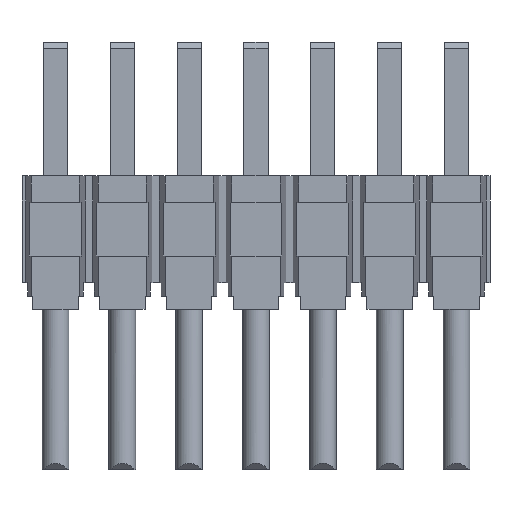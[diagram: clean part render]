
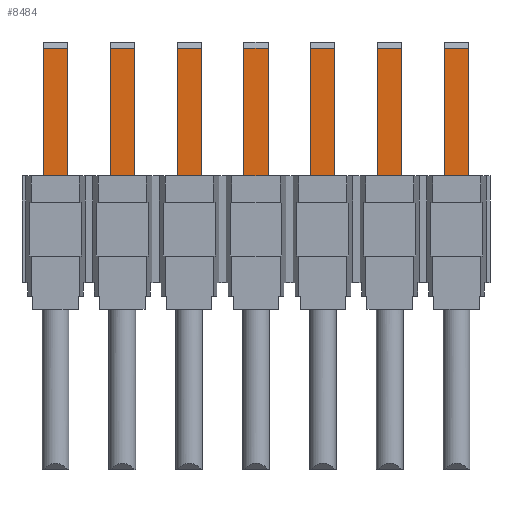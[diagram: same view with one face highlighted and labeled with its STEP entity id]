
A CAD part, front view. The second image highlights one B-rep face of the part: STEP entity #8484.
In plain terms, the highlighted planar face has unit normal (0, -1, 0).
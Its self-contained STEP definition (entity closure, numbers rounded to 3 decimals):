
#8272 = VERTEX_POINT('',#8273);
#8273 = CARTESIAN_POINT('',(-3.581,-0.229,4.966));
#8281 = VERTEX_POINT('',#8282);
#8282 = CARTESIAN_POINT('',(-4.039,-0.229,4.966));
#8288 = EDGE_CURVE('',#8272,#8281,#8289,.T.);
#8289 = LINE('',#8290,#8291);
#8290 = CARTESIAN_POINT('',(4.039,-0.229,4.966));
#8291 = VECTOR('',#8292,1.);
#8292 = DIRECTION('',(-1.,-0.,0.));
#8303 = VERTEX_POINT('',#8304);
#8304 = CARTESIAN_POINT('',(-2.769,-0.229,4.966));
#8310 = EDGE_CURVE('',#8311,#8303,#8313,.T.);
#8311 = VERTEX_POINT('',#8312);
#8312 = CARTESIAN_POINT('',(-2.311,-0.229,4.966));
#8313 = LINE('',#8314,#8315);
#8314 = CARTESIAN_POINT('',(4.039,-0.229,4.966));
#8315 = VECTOR('',#8316,1.);
#8316 = DIRECTION('',(-1.,-0.,0.));
#8334 = VERTEX_POINT('',#8335);
#8335 = CARTESIAN_POINT('',(-1.499,-0.229,4.966));
#8341 = EDGE_CURVE('',#8342,#8334,#8344,.T.);
#8342 = VERTEX_POINT('',#8343);
#8343 = CARTESIAN_POINT('',(-1.041,-0.229,4.966));
#8344 = LINE('',#8345,#8346);
#8345 = CARTESIAN_POINT('',(4.039,-0.229,4.966));
#8346 = VECTOR('',#8347,1.);
#8347 = DIRECTION('',(-1.,-0.,0.));
#8365 = VERTEX_POINT('',#8366);
#8366 = CARTESIAN_POINT('',(-0.229,-0.229,4.966));
#8372 = EDGE_CURVE('',#8373,#8365,#8375,.T.);
#8373 = VERTEX_POINT('',#8374);
#8374 = CARTESIAN_POINT('',(0.229,-0.229,4.966));
#8375 = LINE('',#8376,#8377);
#8376 = CARTESIAN_POINT('',(4.039,-0.229,4.966));
#8377 = VECTOR('',#8378,1.);
#8378 = DIRECTION('',(-1.,-0.,0.));
#8396 = VERTEX_POINT('',#8397);
#8397 = CARTESIAN_POINT('',(1.041,-0.229,4.966));
#8403 = EDGE_CURVE('',#8404,#8396,#8406,.T.);
#8404 = VERTEX_POINT('',#8405);
#8405 = CARTESIAN_POINT('',(1.499,-0.229,4.966));
#8406 = LINE('',#8407,#8408);
#8407 = CARTESIAN_POINT('',(4.039,-0.229,4.966));
#8408 = VECTOR('',#8409,1.);
#8409 = DIRECTION('',(-1.,-0.,0.));
#8427 = VERTEX_POINT('',#8428);
#8428 = CARTESIAN_POINT('',(2.311,-0.229,4.966));
#8434 = EDGE_CURVE('',#8435,#8427,#8437,.T.);
#8435 = VERTEX_POINT('',#8436);
#8436 = CARTESIAN_POINT('',(2.769,-0.229,4.966));
#8437 = LINE('',#8438,#8439);
#8438 = CARTESIAN_POINT('',(4.039,-0.229,4.966));
#8439 = VECTOR('',#8440,1.);
#8440 = DIRECTION('',(-1.,-0.,0.));
#8458 = VERTEX_POINT('',#8459);
#8459 = CARTESIAN_POINT('',(3.581,-0.229,4.966));
#8465 = EDGE_CURVE('',#8466,#8458,#8468,.T.);
#8466 = VERTEX_POINT('',#8467);
#8467 = CARTESIAN_POINT('',(4.039,-0.229,4.966));
#8468 = LINE('',#8469,#8470);
#8469 = CARTESIAN_POINT('',(4.039,-0.229,4.966));
#8470 = VECTOR('',#8471,1.);
#8471 = DIRECTION('',(-1.,-0.,0.));
#8484 = ADVANCED_FACE('',(#8485),#8648,.F.);
#8485 = FACE_BOUND('',#8486,.T.);
#8486 = EDGE_LOOP('',(#8487,#8495,#8496,#8504,#8512,#8518,#8519,#8527,
    #8535,#8541,#8542,#8550,#8558,#8564,#8565,#8573,#8581,#8587,#8588,
    #8596,#8604,#8610,#8611,#8619,#8627,#8633,#8634,#8642));
#8487 = ORIENTED_EDGE('',*,*,#8488,.F.);
#8488 = EDGE_CURVE('',#8272,#8489,#8491,.T.);
#8489 = VERTEX_POINT('',#8490);
#8490 = CARTESIAN_POINT('',(-3.581,-0.229,1.905));
#8491 = LINE('',#8492,#8493);
#8492 = CARTESIAN_POINT('',(-3.581,-0.229,4.966));
#8493 = VECTOR('',#8494,1.);
#8494 = DIRECTION('',(0.,0.,-1.));
#8495 = ORIENTED_EDGE('',*,*,#8288,.T.);
#8496 = ORIENTED_EDGE('',*,*,#8497,.T.);
#8497 = EDGE_CURVE('',#8281,#8498,#8500,.T.);
#8498 = VERTEX_POINT('',#8499);
#8499 = CARTESIAN_POINT('',(-4.039,-0.229,1.778));
#8500 = LINE('',#8501,#8502);
#8501 = CARTESIAN_POINT('',(-4.039,-0.229,4.966));
#8502 = VECTOR('',#8503,1.);
#8503 = DIRECTION('',(0.,0.,-1.));
#8504 = ORIENTED_EDGE('',*,*,#8505,.F.);
#8505 = EDGE_CURVE('',#8506,#8498,#8508,.T.);
#8506 = VERTEX_POINT('',#8507);
#8507 = CARTESIAN_POINT('',(4.039,-0.229,1.778));
#8508 = LINE('',#8509,#8510);
#8509 = CARTESIAN_POINT('',(4.039,-0.229,1.778));
#8510 = VECTOR('',#8511,1.);
#8511 = DIRECTION('',(-1.,-0.,0.));
#8512 = ORIENTED_EDGE('',*,*,#8513,.F.);
#8513 = EDGE_CURVE('',#8466,#8506,#8514,.T.);
#8514 = LINE('',#8515,#8516);
#8515 = CARTESIAN_POINT('',(4.039,-0.229,4.966));
#8516 = VECTOR('',#8517,1.);
#8517 = DIRECTION('',(0.,0.,-1.));
#8518 = ORIENTED_EDGE('',*,*,#8465,.T.);
#8519 = ORIENTED_EDGE('',*,*,#8520,.F.);
#8520 = EDGE_CURVE('',#8521,#8458,#8523,.T.);
#8521 = VERTEX_POINT('',#8522);
#8522 = CARTESIAN_POINT('',(3.581,-0.229,1.905));
#8523 = LINE('',#8524,#8525);
#8524 = CARTESIAN_POINT('',(3.581,-0.229,4.966));
#8525 = VECTOR('',#8526,1.);
#8526 = DIRECTION('',(0.,0.,1.));
#8527 = ORIENTED_EDGE('',*,*,#8528,.F.);
#8528 = EDGE_CURVE('',#8529,#8521,#8531,.T.);
#8529 = VERTEX_POINT('',#8530);
#8530 = CARTESIAN_POINT('',(2.769,-0.229,1.905));
#8531 = LINE('',#8532,#8533);
#8532 = CARTESIAN_POINT('',(4.039,-0.229,1.905));
#8533 = VECTOR('',#8534,1.);
#8534 = DIRECTION('',(1.,0.,0.));
#8535 = ORIENTED_EDGE('',*,*,#8536,.F.);
#8536 = EDGE_CURVE('',#8435,#8529,#8537,.T.);
#8537 = LINE('',#8538,#8539);
#8538 = CARTESIAN_POINT('',(2.769,-0.229,4.966));
#8539 = VECTOR('',#8540,1.);
#8540 = DIRECTION('',(0.,0.,-1.));
#8541 = ORIENTED_EDGE('',*,*,#8434,.T.);
#8542 = ORIENTED_EDGE('',*,*,#8543,.F.);
#8543 = EDGE_CURVE('',#8544,#8427,#8546,.T.);
#8544 = VERTEX_POINT('',#8545);
#8545 = CARTESIAN_POINT('',(2.311,-0.229,1.905));
#8546 = LINE('',#8547,#8548);
#8547 = CARTESIAN_POINT('',(2.311,-0.229,4.966));
#8548 = VECTOR('',#8549,1.);
#8549 = DIRECTION('',(0.,0.,1.));
#8550 = ORIENTED_EDGE('',*,*,#8551,.F.);
#8551 = EDGE_CURVE('',#8552,#8544,#8554,.T.);
#8552 = VERTEX_POINT('',#8553);
#8553 = CARTESIAN_POINT('',(1.499,-0.229,1.905));
#8554 = LINE('',#8555,#8556);
#8555 = CARTESIAN_POINT('',(4.039,-0.229,1.905));
#8556 = VECTOR('',#8557,1.);
#8557 = DIRECTION('',(1.,0.,0.));
#8558 = ORIENTED_EDGE('',*,*,#8559,.F.);
#8559 = EDGE_CURVE('',#8404,#8552,#8560,.T.);
#8560 = LINE('',#8561,#8562);
#8561 = CARTESIAN_POINT('',(1.499,-0.229,4.966));
#8562 = VECTOR('',#8563,1.);
#8563 = DIRECTION('',(0.,0.,-1.));
#8564 = ORIENTED_EDGE('',*,*,#8403,.T.);
#8565 = ORIENTED_EDGE('',*,*,#8566,.F.);
#8566 = EDGE_CURVE('',#8567,#8396,#8569,.T.);
#8567 = VERTEX_POINT('',#8568);
#8568 = CARTESIAN_POINT('',(1.041,-0.229,1.905));
#8569 = LINE('',#8570,#8571);
#8570 = CARTESIAN_POINT('',(1.041,-0.229,4.966));
#8571 = VECTOR('',#8572,1.);
#8572 = DIRECTION('',(0.,0.,1.));
#8573 = ORIENTED_EDGE('',*,*,#8574,.F.);
#8574 = EDGE_CURVE('',#8575,#8567,#8577,.T.);
#8575 = VERTEX_POINT('',#8576);
#8576 = CARTESIAN_POINT('',(0.229,-0.229,1.905));
#8577 = LINE('',#8578,#8579);
#8578 = CARTESIAN_POINT('',(4.039,-0.229,1.905));
#8579 = VECTOR('',#8580,1.);
#8580 = DIRECTION('',(1.,0.,0.));
#8581 = ORIENTED_EDGE('',*,*,#8582,.F.);
#8582 = EDGE_CURVE('',#8373,#8575,#8583,.T.);
#8583 = LINE('',#8584,#8585);
#8584 = CARTESIAN_POINT('',(0.229,-0.229,4.966));
#8585 = VECTOR('',#8586,1.);
#8586 = DIRECTION('',(0.,0.,-1.));
#8587 = ORIENTED_EDGE('',*,*,#8372,.T.);
#8588 = ORIENTED_EDGE('',*,*,#8589,.F.);
#8589 = EDGE_CURVE('',#8590,#8365,#8592,.T.);
#8590 = VERTEX_POINT('',#8591);
#8591 = CARTESIAN_POINT('',(-0.229,-0.229,1.905));
#8592 = LINE('',#8593,#8594);
#8593 = CARTESIAN_POINT('',(-0.229,-0.229,4.966));
#8594 = VECTOR('',#8595,1.);
#8595 = DIRECTION('',(0.,0.,1.));
#8596 = ORIENTED_EDGE('',*,*,#8597,.F.);
#8597 = EDGE_CURVE('',#8598,#8590,#8600,.T.);
#8598 = VERTEX_POINT('',#8599);
#8599 = CARTESIAN_POINT('',(-1.041,-0.229,1.905));
#8600 = LINE('',#8601,#8602);
#8601 = CARTESIAN_POINT('',(4.039,-0.229,1.905));
#8602 = VECTOR('',#8603,1.);
#8603 = DIRECTION('',(1.,0.,0.));
#8604 = ORIENTED_EDGE('',*,*,#8605,.F.);
#8605 = EDGE_CURVE('',#8342,#8598,#8606,.T.);
#8606 = LINE('',#8607,#8608);
#8607 = CARTESIAN_POINT('',(-1.041,-0.229,4.966));
#8608 = VECTOR('',#8609,1.);
#8609 = DIRECTION('',(0.,0.,-1.));
#8610 = ORIENTED_EDGE('',*,*,#8341,.T.);
#8611 = ORIENTED_EDGE('',*,*,#8612,.F.);
#8612 = EDGE_CURVE('',#8613,#8334,#8615,.T.);
#8613 = VERTEX_POINT('',#8614);
#8614 = CARTESIAN_POINT('',(-1.499,-0.229,1.905));
#8615 = LINE('',#8616,#8617);
#8616 = CARTESIAN_POINT('',(-1.499,-0.229,4.966));
#8617 = VECTOR('',#8618,1.);
#8618 = DIRECTION('',(0.,0.,1.));
#8619 = ORIENTED_EDGE('',*,*,#8620,.F.);
#8620 = EDGE_CURVE('',#8621,#8613,#8623,.T.);
#8621 = VERTEX_POINT('',#8622);
#8622 = CARTESIAN_POINT('',(-2.311,-0.229,1.905));
#8623 = LINE('',#8624,#8625);
#8624 = CARTESIAN_POINT('',(4.039,-0.229,1.905));
#8625 = VECTOR('',#8626,1.);
#8626 = DIRECTION('',(1.,0.,0.));
#8627 = ORIENTED_EDGE('',*,*,#8628,.F.);
#8628 = EDGE_CURVE('',#8311,#8621,#8629,.T.);
#8629 = LINE('',#8630,#8631);
#8630 = CARTESIAN_POINT('',(-2.311,-0.229,4.966));
#8631 = VECTOR('',#8632,1.);
#8632 = DIRECTION('',(0.,0.,-1.));
#8633 = ORIENTED_EDGE('',*,*,#8310,.T.);
#8634 = ORIENTED_EDGE('',*,*,#8635,.F.);
#8635 = EDGE_CURVE('',#8636,#8303,#8638,.T.);
#8636 = VERTEX_POINT('',#8637);
#8637 = CARTESIAN_POINT('',(-2.769,-0.229,1.905));
#8638 = LINE('',#8639,#8640);
#8639 = CARTESIAN_POINT('',(-2.769,-0.229,4.966));
#8640 = VECTOR('',#8641,1.);
#8641 = DIRECTION('',(0.,0.,1.));
#8642 = ORIENTED_EDGE('',*,*,#8643,.F.);
#8643 = EDGE_CURVE('',#8489,#8636,#8644,.T.);
#8644 = LINE('',#8645,#8646);
#8645 = CARTESIAN_POINT('',(4.039,-0.229,1.905));
#8646 = VECTOR('',#8647,1.);
#8647 = DIRECTION('',(1.,0.,0.));
#8648 = PLANE('',#8649);
#8649 = AXIS2_PLACEMENT_3D('',#8650,#8651,#8652);
#8650 = CARTESIAN_POINT('',(4.039,-0.229,4.966));
#8651 = DIRECTION('',(0.,1.,0.));
#8652 = DIRECTION('',(-1.,-0.,0.));
